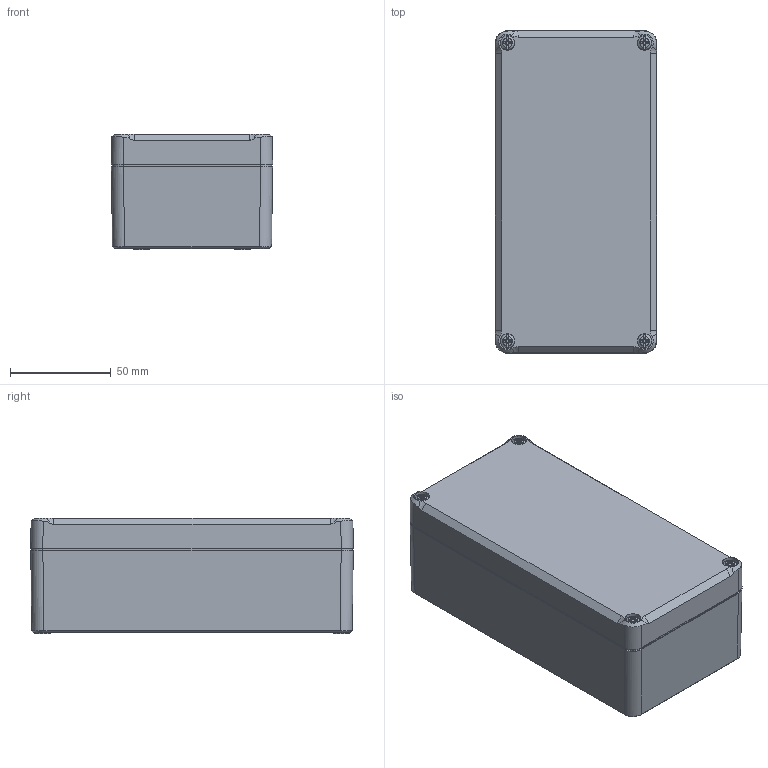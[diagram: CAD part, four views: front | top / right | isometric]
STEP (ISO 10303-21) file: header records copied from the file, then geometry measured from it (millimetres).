
FILE_DESCRIPTION((''),'2;1');
FILE_NAME('63220000_ET 220.stp','2009-09-02T14:31:00',('Kotzmaier'),(''),'Autodesk Inventor 2009','Autodesk Inventor 2009','');
FILE_SCHEMA(('AUTOMOTIVE_DESIGN { 1 0 10303 214 1 1 1 1 }'));
Length unit declared in the file: millimetre
Products named in the file (4): EM 220; 220 UT_1002702_3DSYM; 220&229&231 OT_1002701_3DSYM; SHR Z KAL40X25X10 WN 1412 MG_3DSYM
Assembly tree (6 placements, depth 2):
  EM 220
    220 UT_1002702_3DSYM
    220&229&231 OT_1002701_3DSYM
    SHR Z KAL40X25X10 WN 1412 MG_3DSYM  x4
Bounding box: 80 x 160 x 57.5 mm (x, y, z)
Volume: 65020.8 mm3; surface area: 113558.1 mm2
Topology: 5 solids, 6 shells, 888 faces, 2120 edges, 1296 vertices
Faces by surface type: plane 266, cylinder 236, bspline 184, cone 126, torus 76
Full cylindrical faces by diameter (mm): 2.9 x4, 3.2 x4, 4.2 x4, 4.5 x4, 7 x4, 7.4 x4, 8 x8
Entity records: 21638 total; most frequent: CARTESIAN_POINT 8725, DIRECTION 2777, ORIENTED_EDGE 2496, EDGE_CURVE 1248, AXIS2_PLACEMENT_3D 1143, VERTEX_POINT 821, EDGE_LOOP 751, FACE_OUTER_BOUND 584
